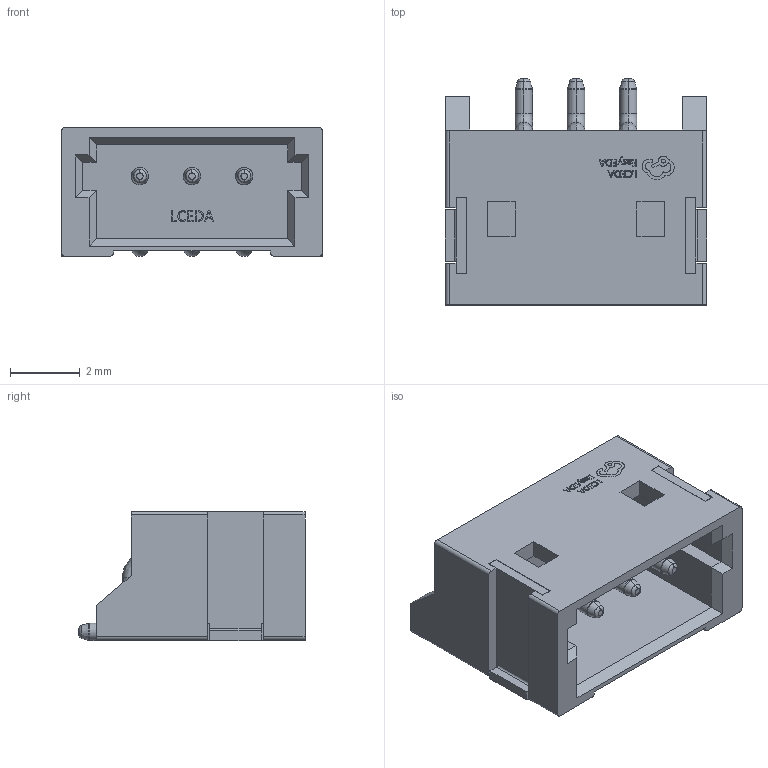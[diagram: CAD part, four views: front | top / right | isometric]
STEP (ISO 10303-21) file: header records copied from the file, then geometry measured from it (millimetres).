
FILE_DESCRIPTION (( 'STEP AP214' ), '1' );
FILE_NAME ('CONN-SMD_MX1.5-WS-3P.step', '2022-08-08T03:45:50', ( '' ), ( '' ), 'SwSTEP 2.0', 'SolidWorks 2020', '' );
FILE_SCHEMA (( 'AUTOMOTIVE_DESIGN' ));
Length unit declared in the file: millimetre
Products named in the file (1): CONN-SMD_MX1.5-WS-3P
Bounding box: 7.52 x 6.5 x 3.71 mm (x, y, z)
Volume: 66.7 mm3; surface area: 331.5 mm2
Topology: 16 solids, 16 shells, 485 faces, 1285 edges, 842 vertices
Faces by surface type: plane 293, bspline 142, cylinder 26, torus 18, cone 6
Entity records: 25470 total; most frequent: CARTESIAN_POINT 8842, ORIENTED_EDGE 2570, DIRECTION 1785, EDGE_CURVE 1285, LINE 873, VECTOR 873, VERTEX_POINT 842, EDGE_LOOP 515
